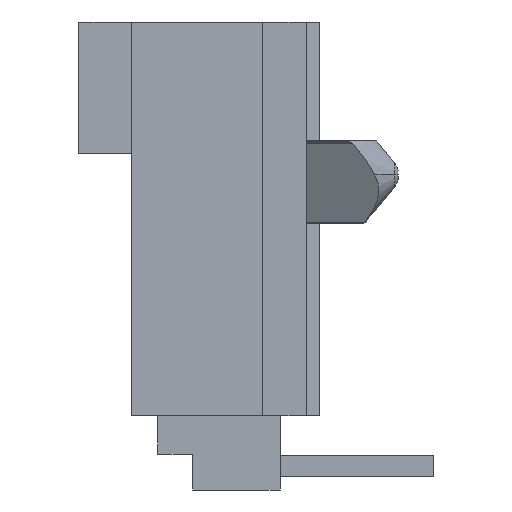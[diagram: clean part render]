
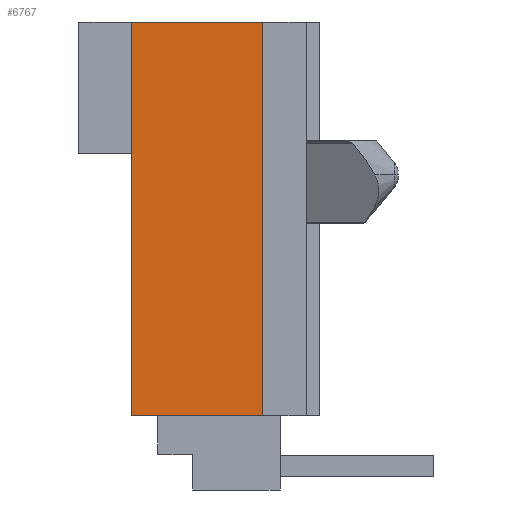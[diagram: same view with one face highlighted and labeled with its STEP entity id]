
A CAD part, left-side view. The second image highlights one B-rep face of the part: STEP entity #6767.
In plain terms, the highlighted planar face has unit normal (-1, 0, 0).
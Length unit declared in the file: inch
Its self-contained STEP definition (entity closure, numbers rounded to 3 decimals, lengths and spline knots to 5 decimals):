
#320 = CARTESIAN_POINT ( 'NONE',  ( -0.4, 0., 0.225 ) ) ;
#823 = VECTOR ( 'NONE', #8617, 39.37008 ) ;
#838 = VERTEX_POINT ( 'NONE', #6538 ) ;
#840 = EDGE_CURVE ( 'NONE', #838, #6034, #8509, .T. ) ;
#917 = LINE ( 'NONE', #2278, #8067 ) ;
#1182 = VECTOR ( 'NONE', #5599, 39.37008 ) ;
#1269 = CARTESIAN_POINT ( 'NONE',  ( -0.4, 0.1, 0.225 ) ) ;
#2094 = FACE_OUTER_BOUND ( 'NONE', #5511, .T. ) ;
#2278 = CARTESIAN_POINT ( 'NONE',  ( -0.4, 0.1, -0.225 ) ) ;
#2330 = CARTESIAN_POINT ( 'NONE',  ( -0.4, -0.05, 0.225 ) ) ;
#2733 = DIRECTION ( 'NONE',  ( 0., 0., 1. ) ) ;
#3007 = LINE ( 'NONE', #7506, #1182 ) ;
#3541 = ORIENTED_EDGE ( 'NONE', *, *, #3852, .T. ) ;
#3787 = VERTEX_POINT ( 'NONE', #1269 ) ;
#3852 = EDGE_CURVE ( 'NONE', #5019, #838, #3007, .T. ) ;
#3917 = ORIENTED_EDGE ( 'NONE', *, *, #840, .T. ) ;
#4342 = VECTOR ( 'NONE', #5098, 39.37008 ) ;
#4437 = EDGE_CURVE ( 'NONE', #3787, #6034, #4759, .T. ) ;
#4652 = AXIS2_PLACEMENT_3D ( 'NONE', #8129, #7553, #2733 ) ;
#4759 = LINE ( 'NONE', #320, #4342 ) ;
#4888 = PLANE ( 'NONE',  #4652 ) ;
#5019 = VERTEX_POINT ( 'NONE', #5241 ) ;
#5098 = DIRECTION ( 'NONE',  ( 0., -1., 0. ) ) ;
#5241 = CARTESIAN_POINT ( 'NONE',  ( -0.4, 0.1, -0.225 ) ) ;
#5511 = EDGE_LOOP ( 'NONE', ( #8352, #3541, #3917, #6725 ) ) ;
#5599 = DIRECTION ( 'NONE',  ( 0., -1., 0. ) ) ;
#6034 = VERTEX_POINT ( 'NONE', #2330 ) ;
#6538 = CARTESIAN_POINT ( 'NONE',  ( -0.4, -0.05, -0.225 ) ) ;
#6587 = CARTESIAN_POINT ( 'NONE',  ( -0.4, -0.05, -0.225 ) ) ;
#6725 = ORIENTED_EDGE ( 'NONE', *, *, #4437, .F. ) ;
#6767 = ADVANCED_FACE ( 'NONE', ( #2094 ), #4888, .T. ) ;
#7026 = EDGE_CURVE ( 'NONE', #5019, #3787, #917, .T. ) ;
#7098 = DIRECTION ( 'NONE',  ( 0., 0., 1. ) ) ;
#7506 = CARTESIAN_POINT ( 'NONE',  ( -0.4, 0.1, -0.225 ) ) ;
#7553 = DIRECTION ( 'NONE',  ( -1., 0., 0. ) ) ;
#8067 = VECTOR ( 'NONE', #7098, 39.37008 ) ;
#8129 = CARTESIAN_POINT ( 'NONE',  ( -0.4, 0.1, -0.225 ) ) ;
#8352 = ORIENTED_EDGE ( 'NONE', *, *, #7026, .F. ) ;
#8509 = LINE ( 'NONE', #6587, #823 ) ;
#8617 = DIRECTION ( 'NONE',  ( 0., 0., 1. ) ) ;
